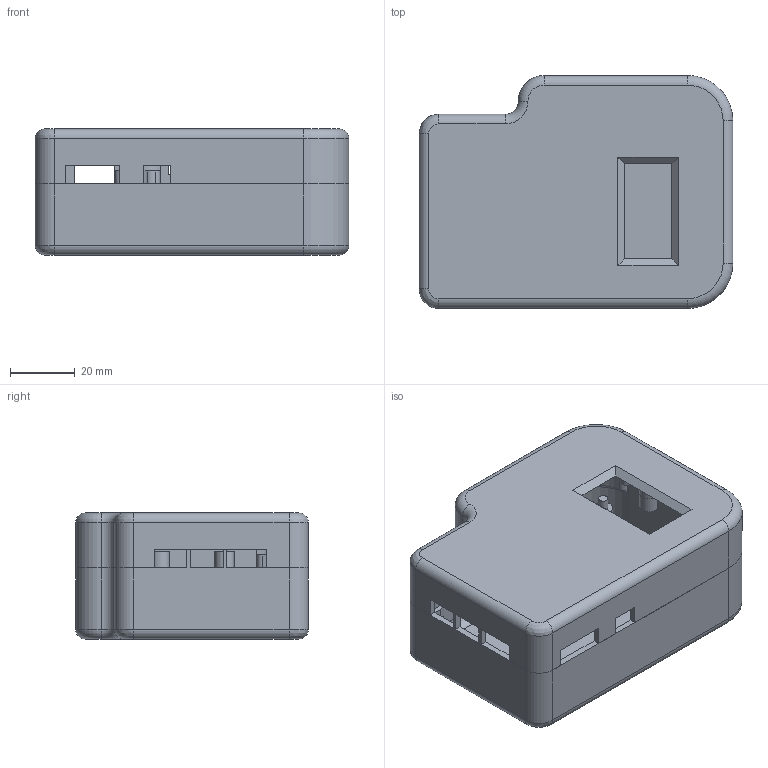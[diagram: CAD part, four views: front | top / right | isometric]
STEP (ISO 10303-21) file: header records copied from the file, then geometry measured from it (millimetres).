
FILE_DESCRIPTION(/* description */ (''),/* implementation_level */ '2;1');
FILE_NAME(/* name */ 'Iguana_Case_V1.step',/* time_stamp */ '2023-10-26T20:05:20-03:00',/* author */ (''),/* organization */ (''),/* preprocessor_version */ 'ST-DEVELOPER v20',/* originating_system */ 'Autodesk Translation Framework v12.14.0.127',/* authorisation */ '');
FILE_SCHEMA (('AUTOMOTIVE_DESIGN { 1 0 10303 214 3 1 1 }'));
Length unit declared in the file: millimetre
Products named in the file (1): Iguana_Case_V2
Bounding box: 97 x 72 x 39 mm (x, y, z)
Volume: 49959.6 mm3; surface area: 48506.8 mm2
Topology: 2 solids, 8 shells, 245 faces, 589 edges, 372 vertices
Faces by surface type: plane 120, cylinder 94, torus 17, bspline 10, cone 4
Full cylindrical faces by diameter (mm): 3 x11, 4 x6
Entity records: 7222 total; most frequent: CARTESIAN_POINT 1347, DIRECTION 1279, ORIENTED_EDGE 1178, EDGE_CURVE 589, AXIS2_PLACEMENT_3D 458, VERTEX_POINT 372, LINE 363, VECTOR 363
